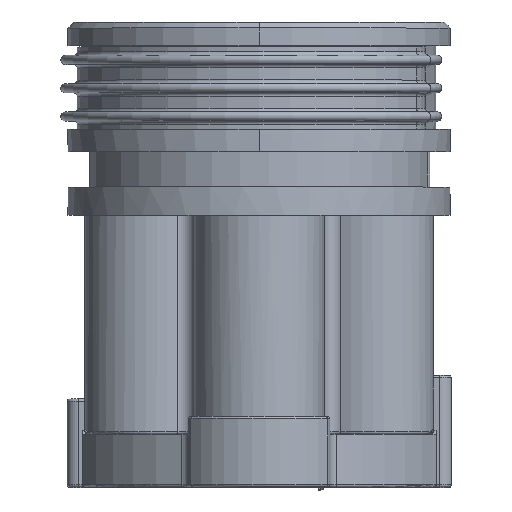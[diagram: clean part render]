
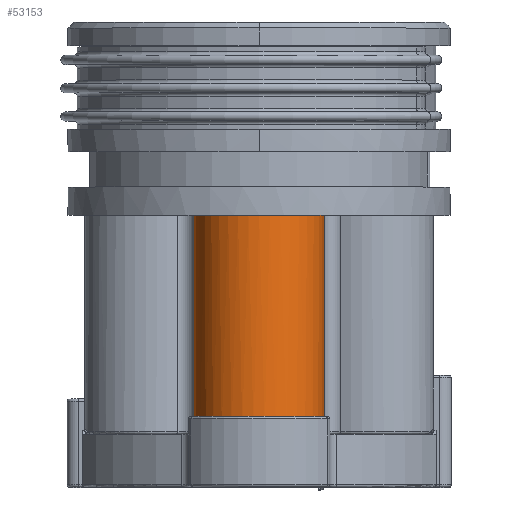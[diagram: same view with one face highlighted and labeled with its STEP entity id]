
A CAD part, top view. The second image highlights one B-rep face of the part: STEP entity #53153.
In plain terms, the highlighted cylindrical face has radius 5.55 mm (diameter 11.1 mm), a partial arc.
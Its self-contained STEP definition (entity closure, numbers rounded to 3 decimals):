
#18847=CARTESIAN_POINT('',(0.,18.6,10.7));
#18848=DIRECTION('',(0.,1.,0.));
#18849=DIRECTION('',(0.,0.,1.));
#18850=AXIS2_PLACEMENT_3D('',#18847,#18848,#18849);
#18857=DIRECTION('',(0.,1.,0.));
#18858=VECTOR('',#18857,18.4);
#18859=CARTESIAN_POINT('',(5.527,0.2,11.206));
#18860=LINE('',#18859,#18858);
#18861=CARTESIAN_POINT('',(0.,0.2,10.7));
#18862=DIRECTION('',(0.,-1.,0.));
#18863=DIRECTION('',(0.996,0.,0.091));
#18864=AXIS2_PLACEMENT_3D('',#18861,#18862,#18863);
#18866=DIRECTION('',(0.,1.,0.));
#18867=VECTOR('',#18866,18.4);
#18868=CARTESIAN_POINT('',(-5.527,0.2,11.206));
#18869=LINE('',#18868,#18867);
#18879=CARTESIAN_POINT('',(0.,18.6,10.7));
#18880=DIRECTION('',(0.,1.,0.));
#18881=DIRECTION('',(-0.996,0.,0.091));
#18882=AXIS2_PLACEMENT_3D('',#18879,#18880,#18881);
#21107=CARTESIAN_POINT('',(5.527,18.6,11.206));
#21109=VERTEX_POINT('',#21107);
#21128=CARTESIAN_POINT('',(-5.527,18.6,11.206));
#21130=VERTEX_POINT('',#21128);
#21137=CARTESIAN_POINT('',(0.,18.6,16.25));
#21138=VERTEX_POINT('',#21137);
#21310=CARTESIAN_POINT('',(5.527,0.2,11.206));
#21312=VERTEX_POINT('',#21310);
#21313=CARTESIAN_POINT('',(-5.527,0.2,11.206));
#21314=VERTEX_POINT('',#21313);
#53139=CARTESIAN_POINT('',(0.,0.,10.7));
#53140=DIRECTION('',(0.,-1.,0.));
#53141=DIRECTION('',(1.,0.,0.));
#53142=AXIS2_PLACEMENT_3D('',#53139,#53140,#53141);
#53143=CYLINDRICAL_SURFACE('',#53142,5.55);
#53144=ORIENTED_EDGE('',*,*,#27642,.T.);
#53146=ORIENTED_EDGE('',*,*,#53145,.T.);
#53148=ORIENTED_EDGE('',*,*,#53147,.T.);
#53149=ORIENTED_EDGE('',*,*,#53121,.T.);
#53150=ORIENTED_EDGE('',*,*,#53132,.F.);
#53151=EDGE_LOOP('',(#53144,#53146,#53148,#53149,#53150));
#53152=FACE_OUTER_BOUND('',#53151,.F.);
#53153=ADVANCED_FACE('',(#53152),#53143,.T.);
#18851=CIRCLE('',#18850,5.55);
#18865=CIRCLE('',#18864,5.55);
#18883=CIRCLE('',#18882,5.55);
#27642=EDGE_CURVE('',#21312,#21314,#18865,.T.);
#53121=EDGE_CURVE('',#21138,#21109,#18851,.T.);
#53132=EDGE_CURVE('',#21312,#21109,#18860,.T.);
#53145=EDGE_CURVE('',#21314,#21130,#18869,.T.);
#53147=EDGE_CURVE('',#21130,#21138,#18883,.T.);
